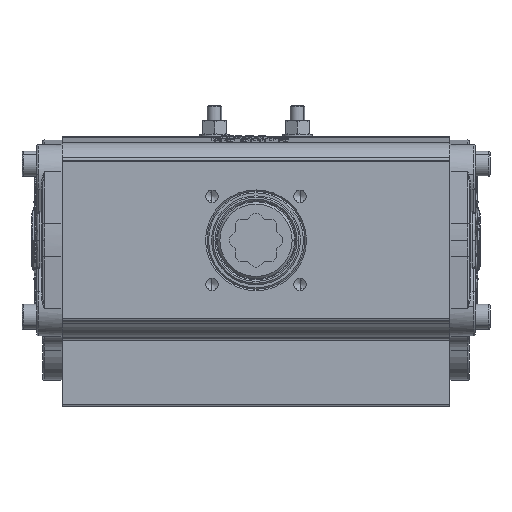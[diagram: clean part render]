
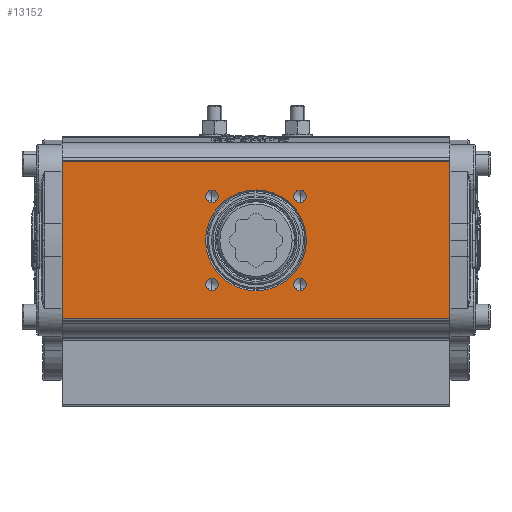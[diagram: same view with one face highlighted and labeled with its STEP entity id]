
A CAD part, front view. The second image highlights one B-rep face of the part: STEP entity #13152.
In plain terms, the highlighted planar face has unit normal (0, -1, 0).
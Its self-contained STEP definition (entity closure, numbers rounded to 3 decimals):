
#185 = AXIS2_PLACEMENT_3D ( 'NONE', #27163, #176443, #60465 ) ;
#883 = ORIENTED_EDGE ( 'NONE', *, *, #139989, .T. ) ;
#975 = ORIENTED_EDGE ( 'NONE', *, *, #157499, .T. ) ;
#976 = CIRCLE ( 'NONE', #19904, 2.065 ) ;
#1454 = ORIENTED_EDGE ( 'NONE', *, *, #173722, .T. ) ;
#2164 = VERTEX_POINT ( 'NONE', #45951 ) ;
#6817 = VERTEX_POINT ( 'NONE', #36094 ) ;
#7337 = EDGE_CURVE ( 'NONE', #38852, #15530, #138463, .T. ) ;
#9393 = EDGE_CURVE ( 'NONE', #15530, #38852, #133207, .T. ) ;
#11533 = DIRECTION ( 'NONE',  ( 0., 0., -1. ) ) ;
#12643 = DIRECTION ( 'NONE',  ( 0., 0., -1. ) ) ;
#12766 = VERTEX_POINT ( 'NONE', #162252 ) ;
#13152 = ADVANCED_FACE ( 'NONE', ( #107962, #108925, #120724, #180620, #76478, #91279 ), #75524, .T. ) ;
#13179 = CARTESIAN_POINT ( 'NONE',  ( 0.323, -57.5, 0. ) ) ;
#13766 = EDGE_LOOP ( 'NONE', ( #22247, #883 ) ) ;
#15530 = VERTEX_POINT ( 'NONE', #136858 ) ;
#19620 = DIRECTION ( 'NONE',  ( 0., 1., 0. ) ) ;
#19904 = AXIS2_PLACEMENT_3D ( 'NONE', #154174, #19620, #167908 ) ;
#22247 = ORIENTED_EDGE ( 'NONE', *, *, #154091, .T. ) ;
#22891 = LINE ( 'NONE', #172169, #189642 ) ;
#22963 = AXIS2_PLACEMENT_3D ( 'NONE', #26239, #114672, #11533 ) ;
#23606 = AXIS2_PLACEMENT_3D ( 'NONE', #101884, #155298, #80612 ) ;
#24039 = DIRECTION ( 'NONE',  ( 0., 0., 1. ) ) ;
#24196 = VERTEX_POINT ( 'NONE', #41472 ) ;
#25332 = EDGE_CURVE ( 'NONE', #12766, #134488, #133004, .T. ) ;
#26239 = CARTESIAN_POINT ( 'NONE',  ( -14.526, -57.5, 14.849 ) ) ;
#27163 = CARTESIAN_POINT ( 'NONE',  ( 15.172, -57.5, -14.849 ) ) ;
#27862 = VERTEX_POINT ( 'NONE', #30221 ) ;
#30221 = CARTESIAN_POINT ( 'NONE',  ( 15.172, -57.5, 12.784 ) ) ;
#32125 = LINE ( 'NONE', #74392, #69364 ) ;
#33438 = CARTESIAN_POINT ( 'NONE',  ( 0.323, -57.5, -26.5 ) ) ;
#36094 = CARTESIAN_POINT ( 'NONE',  ( 15.172, -57.5, 16.914 ) ) ;
#38852 = VERTEX_POINT ( 'NONE', #158259 ) ;
#40745 = AXIS2_PLACEMENT_3D ( 'NONE', #76765, #181873, #47299 ) ;
#41472 = CARTESIAN_POINT ( 'NONE',  ( -14.526, -57.5, -12.784 ) ) ;
#45944 = AXIS2_PLACEMENT_3D ( 'NONE', #149243, #105993, #78428 ) ;
#45951 = CARTESIAN_POINT ( 'NONE',  ( 15.172, -57.5, -16.914 ) ) ;
#46570 = ORIENTED_EDGE ( 'NONE', *, *, #9393, .T. ) ;
#47299 = DIRECTION ( 'NONE',  ( 0., 0., -1. ) ) ;
#48307 = AXIS2_PLACEMENT_3D ( 'NONE', #150474, #58157, #120983 ) ;
#48358 = CARTESIAN_POINT ( 'NONE',  ( 65.773, -57.5, -26.5 ) ) ;
#50501 = VERTEX_POINT ( 'NONE', #150346 ) ;
#51092 = DIRECTION ( 'NONE',  ( 1., 0., 0. ) ) ;
#57743 = DIRECTION ( 'NONE',  ( 0., 1., 0. ) ) ;
#58157 = DIRECTION ( 'NONE',  ( 0., 1., 0. ) ) ;
#60465 = DIRECTION ( 'NONE',  ( 0., 0., -1. ) ) ;
#61587 = DIRECTION ( 'NONE',  ( 0., 0., -1. ) ) ;
#63501 = EDGE_CURVE ( 'NONE', #153059, #50501, #32125, .T. ) ;
#67540 = ORIENTED_EDGE ( 'NONE', *, *, #86289, .T. ) ;
#69364 = VECTOR ( 'NONE', #61587, 1000. ) ;
#70452 = CARTESIAN_POINT ( 'NONE',  ( 0.323, -57.5, 26.5 ) ) ;
#72868 = EDGE_CURVE ( 'NONE', #24196, #122668, #976, .T. ) ;
#74392 = CARTESIAN_POINT ( 'NONE',  ( -65.127, -57.5, -32.862 ) ) ;
#75524 = PLANE ( 'NONE',  #45944 ) ;
#76478 = FACE_BOUND ( 'NONE', #171103, .T. ) ;
#76765 = CARTESIAN_POINT ( 'NONE',  ( 15.172, -57.5, -14.849 ) ) ;
#78362 = EDGE_LOOP ( 'NONE', ( #67540, #184243 ) ) ;
#78428 = DIRECTION ( 'NONE',  ( 1., 0., 0. ) ) ;
#79376 = EDGE_LOOP ( 'NONE', ( #129306, #975 ) ) ;
#80568 = LINE ( 'NONE', #33438, #138368 ) ;
#80612 = DIRECTION ( 'NONE',  ( 0., 0., 1. ) ) ;
#82823 = ORIENTED_EDGE ( 'NONE', *, *, #7337, .T. ) ;
#84392 = CARTESIAN_POINT ( 'NONE',  ( 15.172, -57.5, 14.849 ) ) ;
#84833 = CIRCLE ( 'NONE', #185, 2.065 ) ;
#86076 = AXIS2_PLACEMENT_3D ( 'NONE', #192336, #57743, #12643 ) ;
#86289 = EDGE_CURVE ( 'NONE', #122668, #24196, #170804, .T. ) ;
#87188 = VERTEX_POINT ( 'NONE', #48358 ) ;
#88033 = ORIENTED_EDGE ( 'NONE', *, *, #97998, .T. ) ;
#89412 = DIRECTION ( 'NONE',  ( 0., 0., -1. ) ) ;
#91279 = FACE_BOUND ( 'NONE', #79376, .T. ) ;
#96097 = AXIS2_PLACEMENT_3D ( 'NONE', #84392, #127622, #99142 ) ;
#97611 = ORIENTED_EDGE ( 'NONE', *, *, #118874, .T. ) ;
#97998 = EDGE_CURVE ( 'NONE', #27862, #6817, #146264, .T. ) ;
#98735 = CARTESIAN_POINT ( 'NONE',  ( 65.773, -57.5, 26.5 ) ) ;
#99142 = DIRECTION ( 'NONE',  ( 0., 0., -1. ) ) ;
#101739 = CARTESIAN_POINT ( 'NONE',  ( -14.526, -57.5, 16.914 ) ) ;
#101884 = CARTESIAN_POINT ( 'NONE',  ( 0.323, -57.5, 0. ) ) ;
#105774 = EDGE_CURVE ( 'NONE', #50501, #87188, #80568, .T. ) ;
#105993 = DIRECTION ( 'NONE',  ( 0., -1., 0. ) ) ;
#107962 = FACE_OUTER_BOUND ( 'NONE', #137620, .T. ) ;
#108925 = FACE_BOUND ( 'NONE', #164357, .T. ) ;
#110744 = CIRCLE ( 'NONE', #22963, 2.065 ) ;
#114672 = DIRECTION ( 'NONE',  ( 0., 1., 0. ) ) ;
#118874 = EDGE_CURVE ( 'NONE', #87188, #132888, #22891, .T. ) ;
#120724 = FACE_BOUND ( 'NONE', #78362, .T. ) ;
#120983 = DIRECTION ( 'NONE',  ( 0., 0., -1. ) ) ;
#122668 = VERTEX_POINT ( 'NONE', #142548 ) ;
#125468 = CIRCLE ( 'NONE', #40745, 2.065 ) ;
#127622 = DIRECTION ( 'NONE',  ( 0., 1., 0. ) ) ;
#129306 = ORIENTED_EDGE ( 'NONE', *, *, #25332, .T. ) ;
#129439 = EDGE_CURVE ( 'NONE', #132888, #153059, #145145, .T. ) ;
#131825 = CARTESIAN_POINT ( 'NONE',  ( -65.127, -57.5, 26.5 ) ) ;
#132888 = VERTEX_POINT ( 'NONE', #98735 ) ;
#133004 = CIRCLE ( 'NONE', #48307, 2.065 ) ;
#133207 = CIRCLE ( 'NONE', #23606, 17. ) ;
#133372 = ORIENTED_EDGE ( 'NONE', *, *, #63501, .T. ) ;
#134488 = VERTEX_POINT ( 'NONE', #101739 ) ;
#136858 = CARTESIAN_POINT ( 'NONE',  ( 0.323, -57.5, -17. ) ) ;
#137620 = EDGE_LOOP ( 'NONE', ( #187781, #97611, #171955, #133372 ) ) ;
#138368 = VECTOR ( 'NONE', #51092, 1000. ) ;
#138463 = CIRCLE ( 'NONE', #150949, 17. ) ;
#139989 = EDGE_CURVE ( 'NONE', #175878, #2164, #84833, .T. ) ;
#142548 = CARTESIAN_POINT ( 'NONE',  ( -14.526, -57.5, -16.914 ) ) ;
#144350 = AXIS2_PLACEMENT_3D ( 'NONE', #150276, #151246, #89412 ) ;
#145145 = LINE ( 'NONE', #70452, #189823 ) ;
#146264 = CIRCLE ( 'NONE', #96097, 2.065 ) ;
#149243 = CARTESIAN_POINT ( 'NONE',  ( 0.323, -57.5, -27. ) ) ;
#150276 = CARTESIAN_POINT ( 'NONE',  ( 15.172, -57.5, 14.849 ) ) ;
#150346 = CARTESIAN_POINT ( 'NONE',  ( -65.127, -57.5, -26.5 ) ) ;
#150474 = CARTESIAN_POINT ( 'NONE',  ( -14.526, -57.5, 14.849 ) ) ;
#150949 = AXIS2_PLACEMENT_3D ( 'NONE', #13179, #158582, #24039 ) ;
#151246 = DIRECTION ( 'NONE',  ( 0., 1., 0. ) ) ;
#153059 = VERTEX_POINT ( 'NONE', #131825 ) ;
#154091 = EDGE_CURVE ( 'NONE', #2164, #175878, #125468, .T. ) ;
#154174 = CARTESIAN_POINT ( 'NONE',  ( -14.526, -57.5, -14.849 ) ) ;
#155298 = DIRECTION ( 'NONE',  ( 0., 1., 0. ) ) ;
#157499 = EDGE_CURVE ( 'NONE', #134488, #12766, #110744, .T. ) ;
#158259 = CARTESIAN_POINT ( 'NONE',  ( 0.323, -57.5, 17. ) ) ;
#158582 = DIRECTION ( 'NONE',  ( 0., 1., 0. ) ) ;
#162252 = CARTESIAN_POINT ( 'NONE',  ( -14.526, -57.5, 12.784 ) ) ;
#162728 = DIRECTION ( 'NONE',  ( -1., 0., 0. ) ) ;
#164357 = EDGE_LOOP ( 'NONE', ( #82823, #46570 ) ) ;
#167908 = DIRECTION ( 'NONE',  ( 0., 0., -1. ) ) ;
#170804 = CIRCLE ( 'NONE', #86076, 2.065 ) ;
#170915 = CARTESIAN_POINT ( 'NONE',  ( 15.172, -57.5, -12.784 ) ) ;
#171103 = EDGE_LOOP ( 'NONE', ( #88033, #1454 ) ) ;
#171955 = ORIENTED_EDGE ( 'NONE', *, *, #129439, .T. ) ;
#172169 = CARTESIAN_POINT ( 'NONE',  ( 65.773, -57.5, -34.607 ) ) ;
#173722 = EDGE_CURVE ( 'NONE', #6817, #27862, #188207, .T. ) ;
#175878 = VERTEX_POINT ( 'NONE', #170915 ) ;
#176443 = DIRECTION ( 'NONE',  ( 0., 1., 0. ) ) ;
#180620 = FACE_BOUND ( 'NONE', #13766, .T. ) ;
#181873 = DIRECTION ( 'NONE',  ( 0., 1., 0. ) ) ;
#184243 = ORIENTED_EDGE ( 'NONE', *, *, #72868, .T. ) ;
#187781 = ORIENTED_EDGE ( 'NONE', *, *, #105774, .T. ) ;
#187848 = DIRECTION ( 'NONE',  ( 0., 0., 1. ) ) ;
#188207 = CIRCLE ( 'NONE', #144350, 2.065 ) ;
#189642 = VECTOR ( 'NONE', #187848, 1000. ) ;
#189823 = VECTOR ( 'NONE', #162728, 1000. ) ;
#192336 = CARTESIAN_POINT ( 'NONE',  ( -14.526, -57.5, -14.849 ) ) ;
